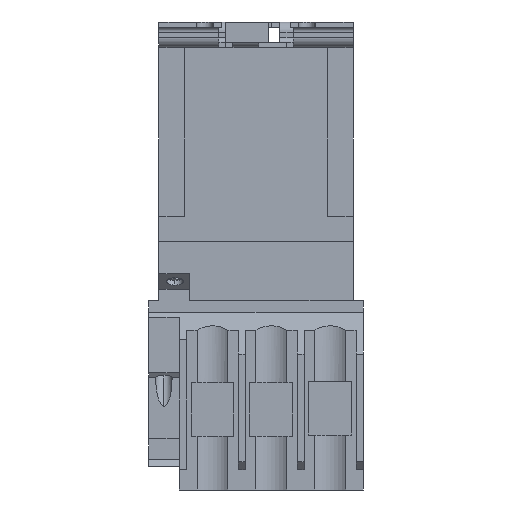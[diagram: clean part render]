
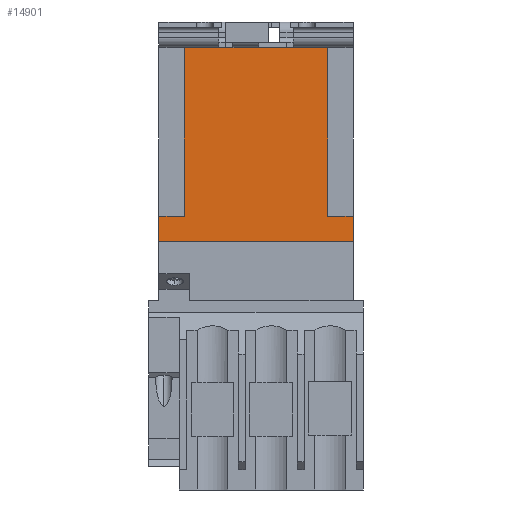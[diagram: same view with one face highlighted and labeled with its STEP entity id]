
A CAD part, left-side view. The second image highlights one B-rep face of the part: STEP entity #14901.
In plain terms, the highlighted planar face has unit normal (-1, 0, 0).
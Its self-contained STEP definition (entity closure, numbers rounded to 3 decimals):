
#32 = EDGE_CURVE ( 'NONE', #6282, #6945, #8145, .T. ) ;
#93 = CARTESIAN_POINT ( 'NONE',  ( -37.5, 38., -72. ) ) ;
#358 = FACE_OUTER_BOUND ( 'NONE', #657, .T. ) ;
#418 = EDGE_CURVE ( 'NONE', #5819, #14368, #4569, .T. ) ;
#479 = DIRECTION ( 'NONE',  ( 0., 1., 0. ) ) ;
#554 = CARTESIAN_POINT ( 'NONE',  ( -37.5, 12., 0. ) ) ;
#598 = DIRECTION ( 'NONE',  ( 0., 0., -1. ) ) ;
#657 = EDGE_LOOP ( 'NONE', ( #13770, #824, #13598, #7819, #2234, #3291, #13828, #6925, #7591, #10737 ) ) ;
#824 = ORIENTED_EDGE ( 'NONE', *, *, #13650, .T. ) ;
#842 = DIRECTION ( 'NONE',  ( 0., 0., -1. ) ) ;
#845 = CARTESIAN_POINT ( 'NONE',  ( -37.5, -28., 0. ) ) ;
#927 = VERTEX_POINT ( 'NONE', #5098 ) ;
#944 = DIRECTION ( 'NONE',  ( 0., 1., 0. ) ) ;
#1005 = EDGE_CURVE ( 'NONE', #15186, #5956, #2164, .T. ) ;
#1022 = VECTOR ( 'NONE', #5716, 1000. ) ;
#1069 = DIRECTION ( 'NONE',  ( 1., 0., 0. ) ) ;
#1336 = EDGE_CURVE ( 'NONE', #10691, #15186, #13305, .T. ) ;
#1372 = AXIS2_PLACEMENT_3D ( 'NONE', #93, #1069, #9196 ) ;
#1529 = CARTESIAN_POINT ( 'NONE',  ( -37.5, -43., -66. ) ) ;
#1902 = CARTESIAN_POINT ( 'NONE',  ( -37.5, 38., 0. ) ) ;
#2164 = LINE ( 'NONE', #14580, #12553 ) ;
#2234 = ORIENTED_EDGE ( 'NONE', *, *, #6537, .F. ) ;
#2394 = VERTEX_POINT ( 'NONE', #7409 ) ;
#2627 = DIRECTION ( 'NONE',  ( 0., 1., 0. ) ) ;
#2758 = VECTOR ( 'NONE', #842, 1000. ) ;
#3291 = ORIENTED_EDGE ( 'NONE', *, *, #32, .T. ) ;
#3544 = DIRECTION ( 'NONE',  ( 0., 1., 0. ) ) ;
#3717 = LINE ( 'NONE', #845, #4086 ) ;
#3779 = LINE ( 'NONE', #15175, #1022 ) ;
#3838 = VECTOR ( 'NONE', #3544, 1000. ) ;
#3892 = EDGE_CURVE ( 'NONE', #2394, #14368, #14434, .T. ) ;
#4049 = CARTESIAN_POINT ( 'NONE',  ( -37.5, -28., -66. ) ) ;
#4086 = VECTOR ( 'NONE', #10182, 1000. ) ;
#4115 = CARTESIAN_POINT ( 'NONE',  ( -37.5, -28., 0. ) ) ;
#4277 = EDGE_CURVE ( 'NONE', #13092, #6945, #3717, .T. ) ;
#4569 = LINE ( 'NONE', #10534, #3838 ) ;
#4647 = VECTOR ( 'NONE', #598, 1000. ) ;
#5024 = LINE ( 'NONE', #10040, #4647 ) ;
#5098 = CARTESIAN_POINT ( 'NONE',  ( -37.5, 28., -66. ) ) ;
#5217 = CARTESIAN_POINT ( 'NONE',  ( -37.5, -38., -76. ) ) ;
#5716 = DIRECTION ( 'NONE',  ( 0., 1., 0. ) ) ;
#5819 = VERTEX_POINT ( 'NONE', #5217 ) ;
#5956 = VERTEX_POINT ( 'NONE', #7662 ) ;
#6282 = VERTEX_POINT ( 'NONE', #8309 ) ;
#6460 = CARTESIAN_POINT ( 'NONE',  ( -37.5, -38., 10. ) ) ;
#6537 = EDGE_CURVE ( 'NONE', #6282, #5819, #11676, .T. ) ;
#6925 = ORIENTED_EDGE ( 'NONE', *, *, #8289, .T. ) ;
#6945 = VERTEX_POINT ( 'NONE', #4049 ) ;
#7409 = CARTESIAN_POINT ( 'NONE',  ( -37.5, 38., -66. ) ) ;
#7591 = ORIENTED_EDGE ( 'NONE', *, *, #1336, .T. ) ;
#7662 = CARTESIAN_POINT ( 'NONE',  ( -37.5, 28., 0. ) ) ;
#7819 = ORIENTED_EDGE ( 'NONE', *, *, #418, .F. ) ;
#8028 = VECTOR ( 'NONE', #11073, 1000. ) ;
#8047 = CARTESIAN_POINT ( 'NONE',  ( -37.5, -43., -66. ) ) ;
#8145 = LINE ( 'NONE', #1529, #14545 ) ;
#8289 = EDGE_CURVE ( 'NONE', #13092, #10691, #3779, .T. ) ;
#8309 = CARTESIAN_POINT ( 'NONE',  ( -37.5, -38., -66. ) ) ;
#8781 = VECTOR ( 'NONE', #944, 1000. ) ;
#9142 = LINE ( 'NONE', #8047, #8781 ) ;
#9196 = DIRECTION ( 'NONE',  ( 0., 1., 0. ) ) ;
#9427 = CARTESIAN_POINT ( 'NONE',  ( -37.5, 38., -66. ) ) ;
#10040 = CARTESIAN_POINT ( 'NONE',  ( -37.5, 28., 0. ) ) ;
#10182 = DIRECTION ( 'NONE',  ( 0., 0., -1. ) ) ;
#10534 = CARTESIAN_POINT ( 'NONE',  ( -37.5, -43., -76. ) ) ;
#10691 = VERTEX_POINT ( 'NONE', #11099 ) ;
#10737 = ORIENTED_EDGE ( 'NONE', *, *, #1005, .T. ) ;
#11073 = DIRECTION ( 'NONE',  ( 0., 1., 0. ) ) ;
#11099 = CARTESIAN_POINT ( 'NONE',  ( -37.5, -12., 0. ) ) ;
#11569 = EDGE_CURVE ( 'NONE', #5956, #927, #5024, .T. ) ;
#11676 = LINE ( 'NONE', #6460, #2758 ) ;
#11752 = CARTESIAN_POINT ( 'NONE',  ( -37.5, 38., -76. ) ) ;
#11777 = DIRECTION ( 'NONE',  ( 0., 0., -1. ) ) ;
#12553 = VECTOR ( 'NONE', #479, 1000. ) ;
#13092 = VERTEX_POINT ( 'NONE', #4115 ) ;
#13305 = LINE ( 'NONE', #1902, #8028 ) ;
#13318 = VECTOR ( 'NONE', #11777, 1000. ) ;
#13598 = ORIENTED_EDGE ( 'NONE', *, *, #3892, .T. ) ;
#13650 = EDGE_CURVE ( 'NONE', #927, #2394, #9142, .T. ) ;
#13770 = ORIENTED_EDGE ( 'NONE', *, *, #11569, .T. ) ;
#13828 = ORIENTED_EDGE ( 'NONE', *, *, #4277, .F. ) ;
#13983 = PLANE ( 'NONE',  #1372 ) ;
#14368 = VERTEX_POINT ( 'NONE', #11752 ) ;
#14434 = LINE ( 'NONE', #9427, #13318 ) ;
#14545 = VECTOR ( 'NONE', #2627, 1000. ) ;
#14580 = CARTESIAN_POINT ( 'NONE',  ( -37.5, 38., 0. ) ) ;
#14901 = ADVANCED_FACE ( 'NONE', ( #358 ), #13983, .F. ) ;
#15175 = CARTESIAN_POINT ( 'NONE',  ( -37.5, 38., 0. ) ) ;
#15186 = VERTEX_POINT ( 'NONE', #554 ) ;
